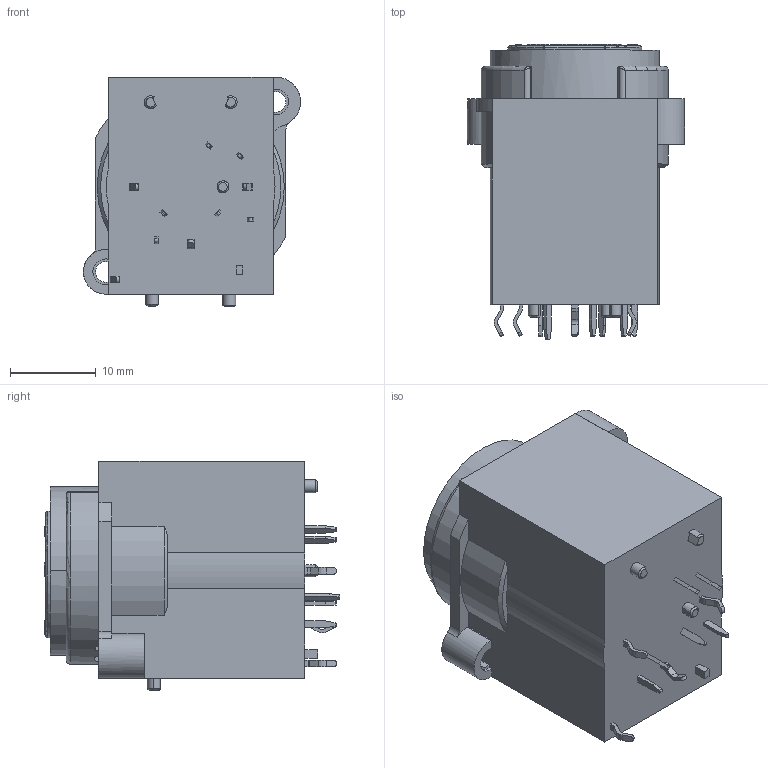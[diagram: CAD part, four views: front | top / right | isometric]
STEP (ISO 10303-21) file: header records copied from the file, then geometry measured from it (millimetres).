
FILE_DESCRIPTION((''),'2;1');
FILE_NAME('ASM0001_ASM','2024-08-07T17:36:34',('jun.zhang'),(''),'CREO PARAMETRIC BY PTC INC, 2023424','CREO PARAMETRIC BY PTC INC, 2023424','');
FILE_SCHEMA(('AUTOMOTIVE_DESIGN { 1 0 10303 214 1 1 1 1 }'));
Length unit declared in the file: millimetre
Products named in the file (1): ASM0001_ASM
Bounding box: 25.3 x 34.47 x 26.8 mm (x, y, z)
Volume: 11.4 mm3; surface area: 3981.8 mm2
Topology: 10 solids, 11 shells, 479 faces, 1421 edges, 982 vertices
Faces by surface type: plane 276, cylinder 127, extrusion 36, cone 17, torus 9, sphere 9, bspline 5
Entity records: 21126 total; most frequent: CARTESIAN_POINT 3681, ORIENTED_EDGE 2812, DIRECTION 2667, EDGE_CURVE 1411, PRESENTATION_STYLE_ASSIGNMENT 1229, STYLED_ITEM 1229, CURVE_STYLE 1133, VERTEX_POINT 982
